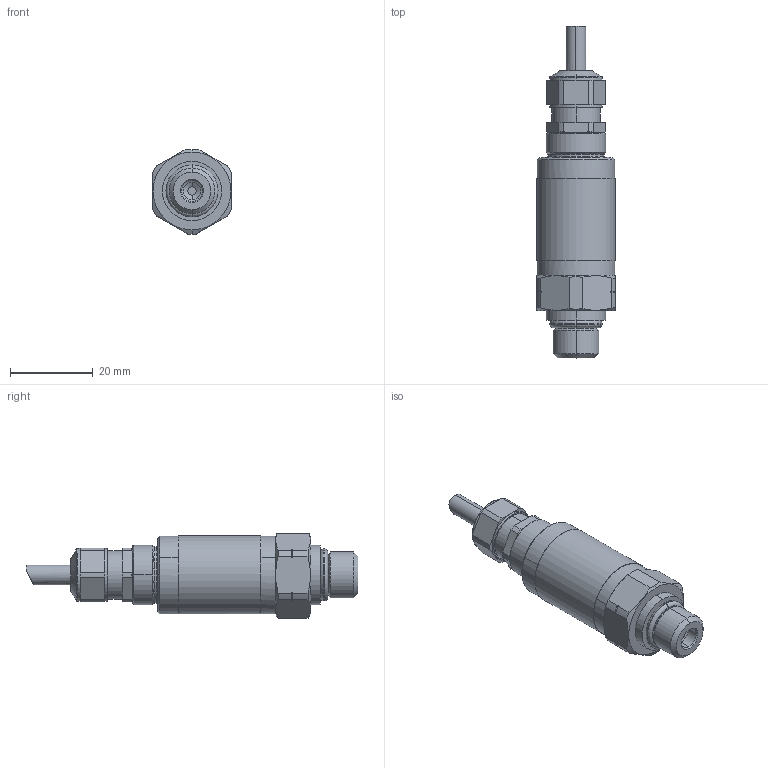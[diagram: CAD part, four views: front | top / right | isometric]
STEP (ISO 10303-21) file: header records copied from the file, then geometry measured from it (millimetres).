
FILE_DESCRIPTION (( 'STEP AP214' ), '1' );
FILE_NAME ('M91992kabel.STEP', '2022-12-06T07:15:33', ( '' ), ( '' ), 'SwSTEP 2.0', 'SolidWorks 2021', '' );
FILE_SCHEMA (( 'AUTOMOTIVE_DESIGN' ));
Length unit declared in the file: millimetre
Products named in the file (1): M91992kabel
Bounding box: 19 x 80.22 x 20.5 mm (x, y, z)
Volume: 14692 mm3; surface area: 4951.7 mm2
Topology: 2 solids, 3 shells, 174 faces, 410 edges, 253 vertices
Faces by surface type: cylinder 64, plane 39, cone 34, torus 32, bspline 5
Entity records: 7438 total; most frequent: CARTESIAN_POINT 1449, DIRECTION 898, ORIENTED_EDGE 820, EDGE_CURVE 410, AXIS2_PLACEMENT_3D 378, VERTEX_POINT 253, CIRCLE 208, EDGE_LOOP 189
